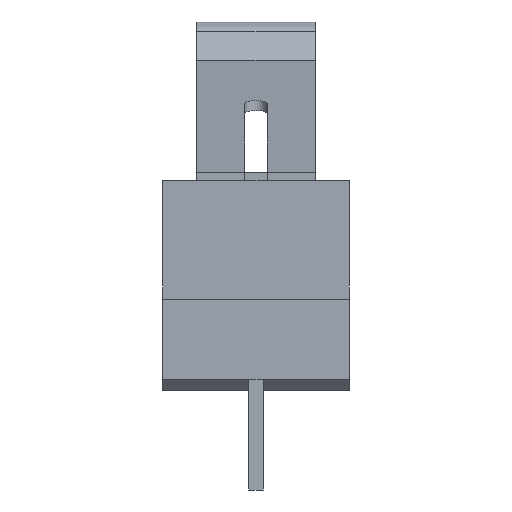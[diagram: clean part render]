
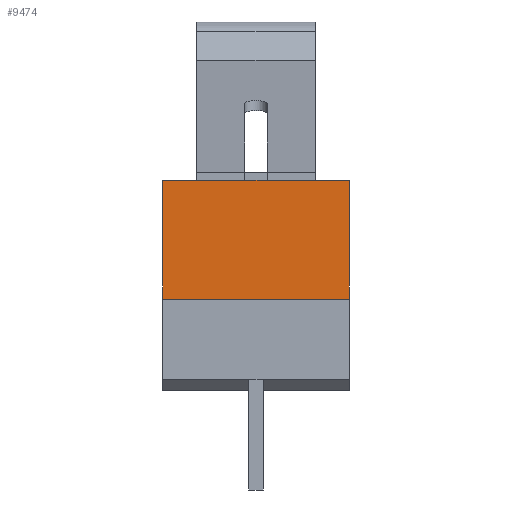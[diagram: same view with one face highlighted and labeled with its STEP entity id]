
A CAD part, left-side view. The second image highlights one B-rep face of the part: STEP entity #9474.
In plain terms, the highlighted planar face has unit normal (-1, 0, 0).
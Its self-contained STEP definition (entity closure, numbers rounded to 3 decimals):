
#7223 = VERTEX_POINT('',#7224);
#7224 = CARTESIAN_POINT('',(-6.4,2.9,1.35));
#7233 = PLANE('',#7234);
#7234 = AXIS2_PLACEMENT_3D('',#7235,#7236,#7237);
#7235 = CARTESIAN_POINT('',(-6.4,2.9,1.35));
#7236 = DIRECTION('',(0.,0.,1.));
#7237 = DIRECTION('',(1.,0.,0.));
#7245 = PLANE('',#7246);
#7246 = AXIS2_PLACEMENT_3D('',#7247,#7248,#7249);
#7247 = CARTESIAN_POINT('',(0.,2.9,2.675));
#7248 = DIRECTION('',(-0.,-1.,0.));
#7249 = DIRECTION('',(0.,0.,-1.));
#7257 = EDGE_CURVE('',#7223,#7258,#7260,.T.);
#7258 = VERTEX_POINT('',#7259);
#7259 = CARTESIAN_POINT('',(-6.4,-2.9,1.35));
#7260 = SURFACE_CURVE('',#7261,(#7265,#7272),.PCURVE_S1.);
#7261 = LINE('',#7262,#7263);
#7262 = CARTESIAN_POINT('',(-6.4,2.9,1.35));
#7263 = VECTOR('',#7264,1.);
#7264 = DIRECTION('',(0.,-1.,0.));
#7265 = PCURVE('',#7233,#7266);
#7266 = DEFINITIONAL_REPRESENTATION('',(#7267),#7271);
#7267 = LINE('',#7268,#7269);
#7268 = CARTESIAN_POINT('',(0.,0.));
#7269 = VECTOR('',#7270,1.);
#7270 = DIRECTION('',(0.,-1.));
#7271 = ( GEOMETRIC_REPRESENTATION_CONTEXT(2) 
PARAMETRIC_REPRESENTATION_CONTEXT() REPRESENTATION_CONTEXT('2D SPACE',''
  ) );
#7272 = PCURVE('',#7273,#7278);
#7273 = PLANE('',#7274);
#7274 = AXIS2_PLACEMENT_3D('',#7275,#7276,#7277);
#7275 = CARTESIAN_POINT('',(-6.4,2.9,5.05));
#7276 = DIRECTION('',(1.,0.,0.));
#7277 = DIRECTION('',(0.,0.,-1.));
#7278 = DEFINITIONAL_REPRESENTATION('',(#7279),#7283);
#7279 = LINE('',#7280,#7281);
#7280 = CARTESIAN_POINT('',(3.7,0.));
#7281 = VECTOR('',#7282,1.);
#7282 = DIRECTION('',(0.,-1.));
#7283 = ( GEOMETRIC_REPRESENTATION_CONTEXT(2) 
PARAMETRIC_REPRESENTATION_CONTEXT() REPRESENTATION_CONTEXT('2D SPACE',''
  ) );
#7301 = PLANE('',#7302);
#7302 = AXIS2_PLACEMENT_3D('',#7303,#7304,#7305);
#7303 = CARTESIAN_POINT('',(0.,-2.9,2.675));
#7304 = DIRECTION('',(-0.,-1.,0.));
#7305 = DIRECTION('',(0.,0.,-1.));
#7591 = VERTEX_POINT('',#7592);
#7592 = CARTESIAN_POINT('',(-6.4,2.9,5.05));
#7606 = PLANE('',#7607);
#7607 = AXIS2_PLACEMENT_3D('',#7608,#7609,#7610);
#7608 = CARTESIAN_POINT('',(6.4,2.9,5.05));
#7609 = DIRECTION('',(0.,0.,-1.));
#7610 = DIRECTION('',(-1.,0.,0.));
#7618 = EDGE_CURVE('',#7591,#7223,#7619,.T.);
#7619 = SURFACE_CURVE('',#7620,(#7624,#7631),.PCURVE_S1.);
#7620 = LINE('',#7621,#7622);
#7621 = CARTESIAN_POINT('',(-6.4,2.9,5.05));
#7622 = VECTOR('',#7623,1.);
#7623 = DIRECTION('',(0.,0.,-1.));
#7624 = PCURVE('',#7245,#7625);
#7625 = DEFINITIONAL_REPRESENTATION('',(#7626),#7630);
#7626 = LINE('',#7627,#7628);
#7627 = CARTESIAN_POINT('',(-2.375,-6.4));
#7628 = VECTOR('',#7629,1.);
#7629 = DIRECTION('',(1.,0.));
#7630 = ( GEOMETRIC_REPRESENTATION_CONTEXT(2) 
PARAMETRIC_REPRESENTATION_CONTEXT() REPRESENTATION_CONTEXT('2D SPACE',''
  ) );
#7631 = PCURVE('',#7273,#7632);
#7632 = DEFINITIONAL_REPRESENTATION('',(#7633),#7637);
#7633 = LINE('',#7634,#7635);
#7634 = CARTESIAN_POINT('',(0.,0.));
#7635 = VECTOR('',#7636,1.);
#7636 = DIRECTION('',(1.,0.));
#7637 = ( GEOMETRIC_REPRESENTATION_CONTEXT(2) 
PARAMETRIC_REPRESENTATION_CONTEXT() REPRESENTATION_CONTEXT('2D SPACE',''
  ) );
#9239 = VERTEX_POINT('',#9240);
#9240 = CARTESIAN_POINT('',(-6.4,-2.9,5.05));
#9261 = EDGE_CURVE('',#9239,#7258,#9262,.T.);
#9262 = SURFACE_CURVE('',#9263,(#9267,#9274),.PCURVE_S1.);
#9263 = LINE('',#9264,#9265);
#9264 = CARTESIAN_POINT('',(-6.4,-2.9,5.05));
#9265 = VECTOR('',#9266,1.);
#9266 = DIRECTION('',(0.,0.,-1.));
#9267 = PCURVE('',#7301,#9268);
#9268 = DEFINITIONAL_REPRESENTATION('',(#9269),#9273);
#9269 = LINE('',#9270,#9271);
#9270 = CARTESIAN_POINT('',(-2.375,-6.4));
#9271 = VECTOR('',#9272,1.);
#9272 = DIRECTION('',(1.,0.));
#9273 = ( GEOMETRIC_REPRESENTATION_CONTEXT(2) 
PARAMETRIC_REPRESENTATION_CONTEXT() REPRESENTATION_CONTEXT('2D SPACE',''
  ) );
#9274 = PCURVE('',#7273,#9275);
#9275 = DEFINITIONAL_REPRESENTATION('',(#9276),#9280);
#9276 = LINE('',#9277,#9278);
#9277 = CARTESIAN_POINT('',(0.,-5.8));
#9278 = VECTOR('',#9279,1.);
#9279 = DIRECTION('',(1.,0.));
#9280 = ( GEOMETRIC_REPRESENTATION_CONTEXT(2) 
PARAMETRIC_REPRESENTATION_CONTEXT() REPRESENTATION_CONTEXT('2D SPACE',''
  ) );
#9474 = ADVANCED_FACE('',(#9475),#7273,.F.);
#9475 = FACE_BOUND('',#9476,.F.);
#9476 = EDGE_LOOP('',(#9477,#9498,#9499,#9500));
#9477 = ORIENTED_EDGE('',*,*,#9478,.T.);
#9478 = EDGE_CURVE('',#7591,#9239,#9479,.T.);
#9479 = SURFACE_CURVE('',#9480,(#9484,#9491),.PCURVE_S1.);
#9480 = LINE('',#9481,#9482);
#9481 = CARTESIAN_POINT('',(-6.4,2.9,5.05));
#9482 = VECTOR('',#9483,1.);
#9483 = DIRECTION('',(0.,-1.,0.));
#9484 = PCURVE('',#7273,#9485);
#9485 = DEFINITIONAL_REPRESENTATION('',(#9486),#9490);
#9486 = LINE('',#9487,#9488);
#9487 = CARTESIAN_POINT('',(0.,0.));
#9488 = VECTOR('',#9489,1.);
#9489 = DIRECTION('',(0.,-1.));
#9490 = ( GEOMETRIC_REPRESENTATION_CONTEXT(2) 
PARAMETRIC_REPRESENTATION_CONTEXT() REPRESENTATION_CONTEXT('2D SPACE',''
  ) );
#9491 = PCURVE('',#7606,#9492);
#9492 = DEFINITIONAL_REPRESENTATION('',(#9493),#9497);
#9493 = LINE('',#9494,#9495);
#9494 = CARTESIAN_POINT('',(12.8,0.));
#9495 = VECTOR('',#9496,1.);
#9496 = DIRECTION('',(0.,-1.));
#9497 = ( GEOMETRIC_REPRESENTATION_CONTEXT(2) 
PARAMETRIC_REPRESENTATION_CONTEXT() REPRESENTATION_CONTEXT('2D SPACE',''
  ) );
#9498 = ORIENTED_EDGE('',*,*,#9261,.T.);
#9499 = ORIENTED_EDGE('',*,*,#7257,.F.);
#9500 = ORIENTED_EDGE('',*,*,#7618,.F.);
